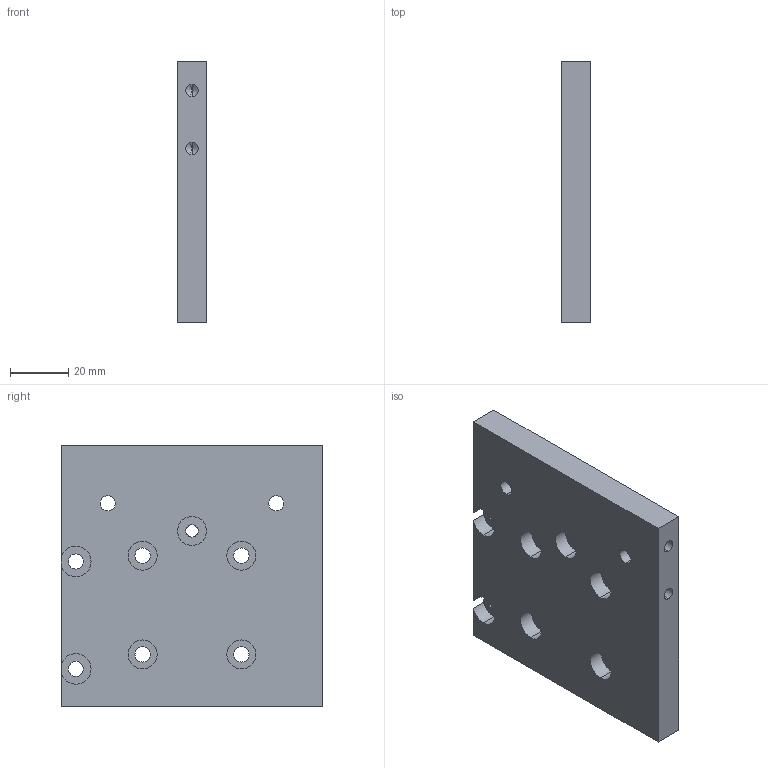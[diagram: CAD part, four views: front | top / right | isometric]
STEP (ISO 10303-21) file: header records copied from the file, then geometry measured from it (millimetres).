
FILE_DESCRIPTION (( 'STEP AP214' ), '1' );
FILE_NAME ('XW-USI-022-Aa-support-codeur-1.STEP', '2020-05-25T07:03:39', ( '' ), ( '' ), 'SwSTEP 2.0', 'SolidWorks 2016', '' );
FILE_SCHEMA (( 'AUTOMOTIVE_DESIGN' ));
Length unit declared in the file: millimetre
Products named in the file (1): XW-USI-022-Aa-support-codeur-1
Bounding box: 10 x 90 x 90 mm (x, y, z)
Volume: 75965.4 mm3; surface area: 21914.2 mm2
Topology: 1 solids, 1 shells, 61 faces, 152 edges, 98 vertices
Faces by surface type: cylinder 42, plane 15, cone 4
Entity records: 1944 total; most frequent: DIRECTION 356, CARTESIAN_POINT 308, ORIENTED_EDGE 296, EDGE_CURVE 148, AXIS2_PLACEMENT_3D 146, VERTEX_POINT 98, EDGE_LOOP 88, CIRCLE 84
